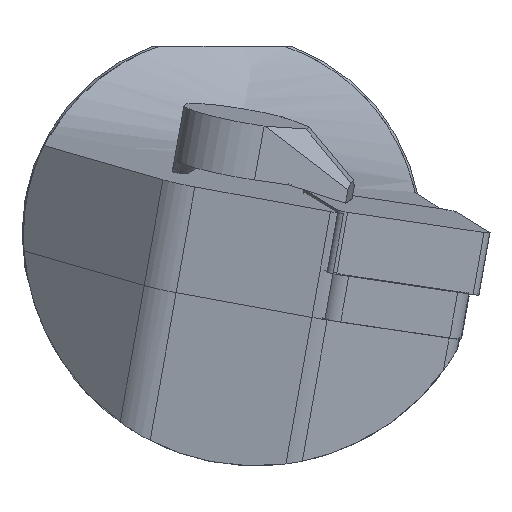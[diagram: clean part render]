
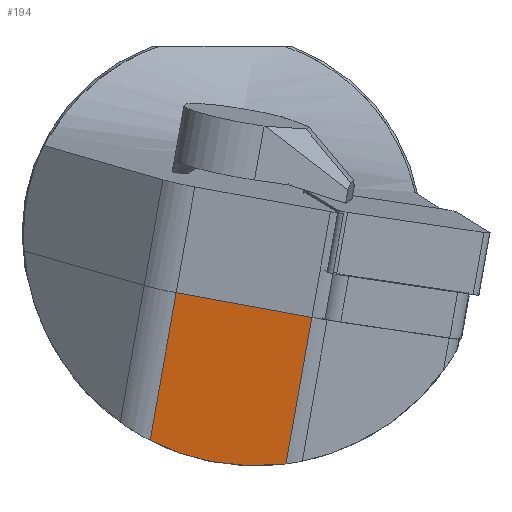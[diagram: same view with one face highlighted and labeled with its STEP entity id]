
A CAD part, left-side view. The second image highlights one B-rep face of the part: STEP entity #194.
In plain terms, the highlighted planar face has unit normal (-0.993, 0.071, -0.093).
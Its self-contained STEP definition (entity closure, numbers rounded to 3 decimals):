
#183=ELLIPSE('',#1238,23.412,23.25);
#194=ADVANCED_FACE('',(#293),#256,.T.);
#256=PLANE('',#1242);
#293=FACE_OUTER_BOUND('',#355,.T.);
#355=EDGE_LOOP('',(#608,#609,#610,#611));
#422=LINE('',#1713,#507);
#423=LINE('',#1715,#508);
#424=LINE('',#1717,#509);
#507=VECTOR('',#1374,1.);
#508=VECTOR('',#1375,1.);
#509=VECTOR('',#1376,1.);
#608=ORIENTED_EDGE('',*,*,#1044,.F.);
#609=ORIENTED_EDGE('',*,*,#1045,.T.);
#610=ORIENTED_EDGE('',*,*,#1046,.T.);
#611=ORIENTED_EDGE('',*,*,#1040,.F.);
#932=VERTEX_POINT('',#1701);
#933=VERTEX_POINT('',#1703);
#936=VERTEX_POINT('',#1714);
#937=VERTEX_POINT('',#1716);
#1040=EDGE_CURVE('',#932,#933,#183,.T.);
#1044=EDGE_CURVE('',#936,#932,#422,.T.);
#1045=EDGE_CURVE('',#936,#937,#423,.T.);
#1046=EDGE_CURVE('',#937,#933,#424,.T.);
#1238=AXIS2_PLACEMENT_3D('',#1702,#1366,#1367);
#1242=AXIS2_PLACEMENT_3D('',#1718,#1377,#1378);
#1366=DIRECTION('',(0.993,-0.071,0.093));
#1367=DIRECTION('',(-0.117,-0.6,0.791));
#1374=DIRECTION('',(0.105,0.173,-0.979));
#1375=DIRECTION('',(0.053,0.982,0.179));
#1376=DIRECTION('',(0.105,0.173,-0.979));
#1377=DIRECTION('',(-0.993,0.071,-0.093));
#1378=DIRECTION('',(-0.094,0.,0.996));
#1701=CARTESIAN_POINT('',(-213.208,-4.595,-25.399));
#1702=CARTESIAN_POINT('',(-215.163,-1.579,-2.345));
#1703=CARTESIAN_POINT('',(-212.459,9.001,-23.049));
#1713=CARTESIAN_POINT('',(-266.364,-92.417,472.662));
#1714=CARTESIAN_POINT('',(-214.773,-7.181,-10.733));
#1715=CARTESIAN_POINT('',(-214.037,6.393,-8.261));
#1716=CARTESIAN_POINT('',(-214.037,6.393,-8.261));
#1717=CARTESIAN_POINT('',(-265.628,-78.842,475.134));
#1718=CARTESIAN_POINT('',(-265.628,-78.842,475.134));
